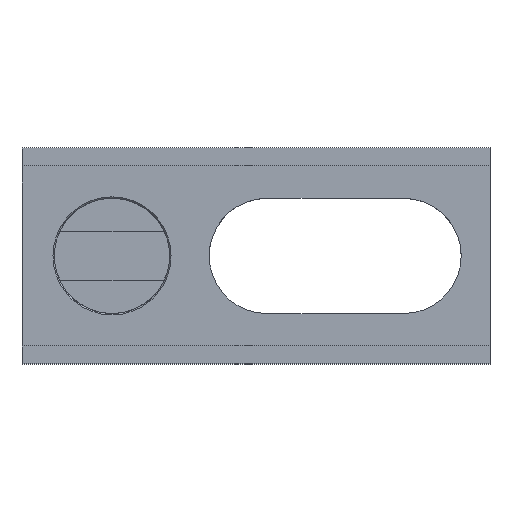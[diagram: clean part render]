
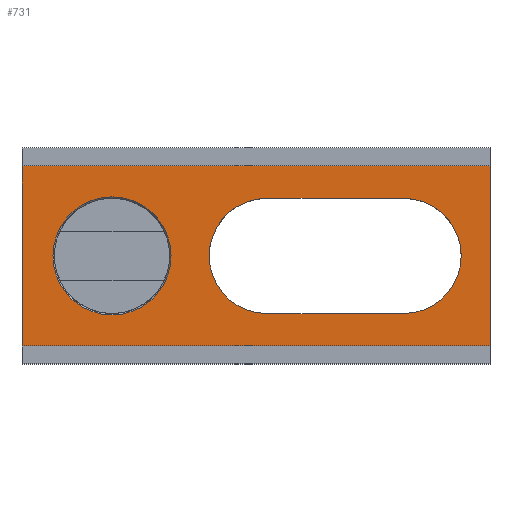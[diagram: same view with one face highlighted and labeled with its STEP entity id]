
A CAD part, top view. The second image highlights one B-rep face of the part: STEP entity #731.
In plain terms, the highlighted planar face has unit normal (0, 0, 1).
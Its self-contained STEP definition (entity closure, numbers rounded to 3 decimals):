
#297=EDGE_CURVE('',#763,#799,#859,.T.);
#341=EDGE_CURVE('',#357,#435,#910,.T.);
#345=EDGE_CURVE('',#605,#513,#915,.T.);
#357=VERTEX_POINT('',#927);
#371=EDGE_CURVE('',#669,#743,#941,.T.);
#415=EDGE_CURVE('',#743,#801,#988,.T.);
#435=VERTEX_POINT('',#1012);
#501=EDGE_CURVE('',#747,#801,#1083,.T.);
#511=EDGE_CURVE('',#799,#357,#1094,.T.);
#513=VERTEX_POINT('',#1096);
#605=VERTEX_POINT('',#1200);
#615=EDGE_CURVE('',#513,#605,#1210,.T.);
#669=VERTEX_POINT('',#1267);
#705=EDGE_CURVE('',#747,#669,#1304,.T.);
#731=ADVANCED_FACE('',(#1332,#1333,#1334),#1335,.T.);
#743=VERTEX_POINT('',#1347);
#747=VERTEX_POINT('',#1351);
#763=VERTEX_POINT('',#1368);
#769=EDGE_CURVE('',#435,#763,#1374,.T.);
#799=VERTEX_POINT('',#1407);
#801=VERTEX_POINT('',#1409);
#859=LINE('',#1466,#1467);
#910=LINE('',#1535,#1536);
#915=CIRCLE('',#1542,8.2);
#927=CARTESIAN_POINT('',(40.5,-8.,12.0));
#941=LINE('',#1580,#1581);
#988=LINE('',#1647,#1648);
#1012=CARTESIAN_POINT('',(21.5,-8.,12.0));
#1083=LINE('',#1776,#1777);
#1094=CIRCLE('',#1792,8.0);
#1096=CARTESIAN_POINT('',(8.2,0.,12.0));
#1200=CARTESIAN_POINT('',(-8.2,0.,12.0));
#1210=CIRCLE('',#1943,8.2);
#1267=CARTESIAN_POINT('',(52.5,12.5,12.0));
#1304=LINE('',#2074,#2075);
#1332=FACE_BOUND('',#2119,.T.);
#1333=FACE_BOUND('',#2120,.T.);
#1334=FACE_OUTER_BOUND('',#2121,.T.);
#1335=PLANE('',#2122);
#1347=CARTESIAN_POINT('',(-12.5,12.5,12.0));
#1351=CARTESIAN_POINT('',(52.5,-12.5,12.0));
#1368=CARTESIAN_POINT('',(21.5,8.,12.0));
#1374=CIRCLE('',#2177,8.0);
#1407=CARTESIAN_POINT('',(40.5,8.,12.0));
#1409=CARTESIAN_POINT('',(-12.5,-12.5,12.0));
#1466=CARTESIAN_POINT('',(46.5,8.,12.0));
#1467=VECTOR('',#2288,1.0);
#1535=CARTESIAN_POINT('',(37.0,-8.,12.0));
#1536=VECTOR('',#2386,1.0);
#1542=AXIS2_PLACEMENT_3D('',#2395,#2396,#2397);
#1580=CARTESIAN_POINT('',(52.5,12.5,12.0));
#1581=VECTOR('',#2411,1.0);
#1647=CARTESIAN_POINT('',(-12.5,-12.5,12.0));
#1648=VECTOR('',#2445,1.0);
#1776=CARTESIAN_POINT('',(52.5,-12.5,12.0));
#1777=VECTOR('',#2578,1.0);
#1792=AXIS2_PLACEMENT_3D('',#2591,#2592,#2593);
#1943=AXIS2_PLACEMENT_3D('',#2722,#2723,#2724);
#2074=CARTESIAN_POINT('',(52.5,-12.5,12.0));
#2075=VECTOR('',#2796,1.0);
#2119=EDGE_LOOP('',(#2827,#2828));
#2120=EDGE_LOOP('',(#2829,#2830,#2831,#2832));
#2121=EDGE_LOOP('',(#2833,#2834,#2835,#2836));
#2122=AXIS2_PLACEMENT_3D('',#2837,#2838,#2839);
#2177=AXIS2_PLACEMENT_3D('',#2866,#2867,#2868);
#2288=DIRECTION('',(1.0,0.0,0.0));
#2386=DIRECTION('',(-1.0,0.0,0.0));
#2395=CARTESIAN_POINT('',(0.,0.0,12.0));
#2396=DIRECTION('',(0.0,0.0,-1.0));
#2397=DIRECTION('',(-1.0,0.,0.0));
#2411=DIRECTION('',(-1.0,0.0,0.0));
#2445=DIRECTION('',(0.0,-1.0,0.0));
#2578=DIRECTION('',(-1.0,0.0,0.0));
#2591=CARTESIAN_POINT('',(40.5,0.,12.0));
#2592=DIRECTION('',(0.0,0.0,-1.0));
#2593=DIRECTION('',(0.0,1.0,0.0));
#2722=CARTESIAN_POINT('',(0.,0.0,12.0));
#2723=DIRECTION('',(0.0,0.0,-1.0));
#2724=DIRECTION('',(-1.0,0.,0.0));
#2796=DIRECTION('',(0.0,1.0,0.0));
#2827=ORIENTED_EDGE('',*,*,#345,.T.);
#2828=ORIENTED_EDGE('',*,*,#615,.T.);
#2829=ORIENTED_EDGE('',*,*,#769,.T.);
#2830=ORIENTED_EDGE('',*,*,#297,.T.);
#2831=ORIENTED_EDGE('',*,*,#511,.T.);
#2832=ORIENTED_EDGE('',*,*,#341,.T.);
#2833=ORIENTED_EDGE('',*,*,#415,.T.);
#2834=ORIENTED_EDGE('',*,*,#501,.F.);
#2835=ORIENTED_EDGE('',*,*,#705,.T.);
#2836=ORIENTED_EDGE('',*,*,#371,.T.);
#2837=CARTESIAN_POINT('',(52.5,12.5,12.0));
#2838=DIRECTION('',(0.0,0.0,1.0));
#2839=DIRECTION('',(-1.0,0.0,0.0));
#2866=CARTESIAN_POINT('',(21.5,0.,12.0));
#2867=DIRECTION('',(0.0,0.0,-1.0));
#2868=DIRECTION('',(0.0,-1.0,0.0));
